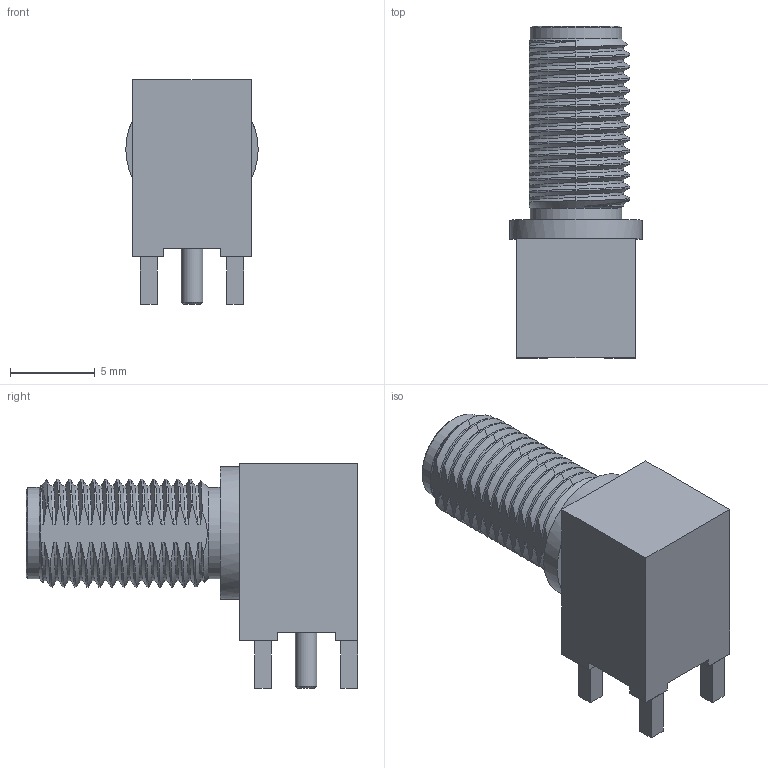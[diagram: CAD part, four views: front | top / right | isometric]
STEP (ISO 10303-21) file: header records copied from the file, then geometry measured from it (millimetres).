
FILE_DESCRIPTION(('FreeCAD Model'),'2;1');
FILE_NAME('Open CASCADE Shape Model','2024-10-02T19:38:08',( 'kicad StepUp'),('ksu MCAD'),'Open CASCADE STEP processor 7.8', 'FreeCAD','Unknown');
FILE_SCHEMA(('AUTOMOTIVE_DESIGN { 1 0 10303 214 1 1 1 1 }'));
Length unit declared in the file: millimetre
Products named in the file (1): SMA_Molex_73251-2200_Horizontal
Bounding box: 7.8 x 19.55 x 13.23 mm (x, y, z)
Volume: 824.7 mm3; surface area: 850.9 mm2
Topology: 1 solids, 1 shells, 185 faces, 453 edges, 280 vertices
Faces by surface type: bspline 85, plane 57, cylinder 36, cone 7
Full cylindrical faces by diameter (mm): 1 x1, 1.27 x1, 4 x2, 4.597 x1, 5.385 x2, 7.8 x1
Entity records: 12311 total; most frequent: CARTESIAN_POINT 8552, ORIENTED_EDGE 906, DIRECTION 455, EDGE_CURVE 453, VERTEX_POINT 280, B_SPLINE_CURVE_WITH_KNOTS 242, FACE_BOUND 195, EDGE_LOOP 195
